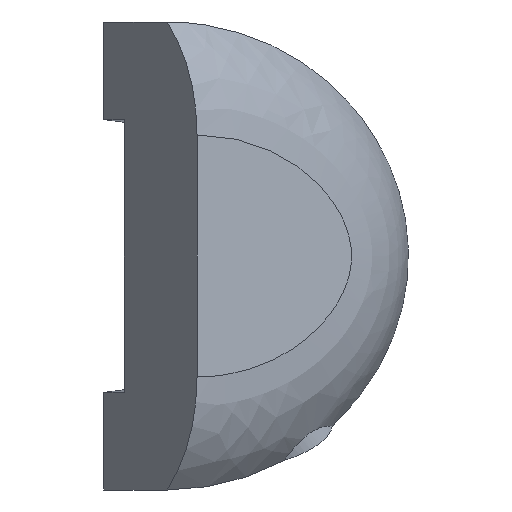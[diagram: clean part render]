
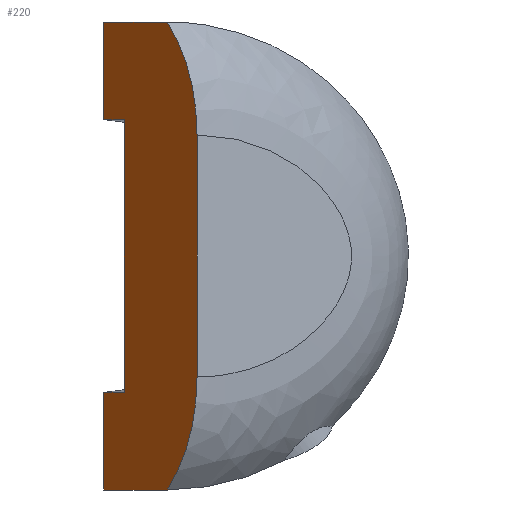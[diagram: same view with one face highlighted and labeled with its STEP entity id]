
A CAD part, left-side view. The second image highlights one B-rep face of the part: STEP entity #220.
In plain terms, the highlighted planar face has unit normal (-0.643, 0.766, 0).
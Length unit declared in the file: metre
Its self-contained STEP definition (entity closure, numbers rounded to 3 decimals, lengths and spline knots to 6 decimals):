
#31=CIRCLE('',#248,0.02);
#32=CIRCLE('',#249,0.02);
#41=ORIENTED_EDGE('',*,*,#99,.T.);
#42=ORIENTED_EDGE('',*,*,#100,.F.);
#43=ORIENTED_EDGE('',*,*,#101,.T.);
#44=ORIENTED_EDGE('',*,*,#102,.F.);
#45=ORIENTED_EDGE('',*,*,#103,.T.);
#46=ORIENTED_EDGE('',*,*,#104,.F.);
#47=ORIENTED_EDGE('',*,*,#105,.F.);
#48=ORIENTED_EDGE('',*,*,#106,.T.);
#49=ORIENTED_EDGE('',*,*,#107,.T.);
#50=ORIENTED_EDGE('',*,*,#108,.T.);
#99=EDGE_CURVE('',#128,#129,#151,.T.);
#100=EDGE_CURVE('',#130,#129,#152,.T.);
#101=EDGE_CURVE('',#130,#131,#153,.F.);
#102=EDGE_CURVE('',#132,#131,#154,.T.);
#103=EDGE_CURVE('',#132,#133,#155,.T.);
#104=EDGE_CURVE('',#134,#133,#156,.T.);
#105=EDGE_CURVE('',#135,#134,#157,.T.);
#106=EDGE_CURVE('',#135,#136,#31,.F.);
#107=EDGE_CURVE('',#136,#137,#158,.T.);
#108=EDGE_CURVE('',#137,#128,#32,.F.);
#128=VERTEX_POINT('',#329);
#129=VERTEX_POINT('',#330);
#130=VERTEX_POINT('',#332);
#131=VERTEX_POINT('',#334);
#132=VERTEX_POINT('',#336);
#133=VERTEX_POINT('',#338);
#134=VERTEX_POINT('',#340);
#135=VERTEX_POINT('',#342);
#136=VERTEX_POINT('',#344);
#137=VERTEX_POINT('',#346);
#151=LINE('',#328,#162);
#152=LINE('',#331,#163);
#153=LINE('',#333,#164);
#154=LINE('',#335,#165);
#155=LINE('',#337,#166);
#156=LINE('',#339,#167);
#157=LINE('',#341,#168);
#158=LINE('',#345,#169);
#162=VECTOR('',#273,1.);
#163=VECTOR('',#274,1.);
#164=VECTOR('',#275,1.);
#165=VECTOR('',#276,1.);
#166=VECTOR('',#277,1.);
#167=VECTOR('',#278,1.);
#168=VECTOR('',#279,1.);
#169=VECTOR('',#282,1.);
#173=EDGE_LOOP('',(#41,#42,#43,#44,#45,#46,#47,#48,#49,#50));
#193=FACE_BOUND('',#173,.T.);
#215=PLANE('',#247);
#220=ADVANCED_FACE('',(#193),#215,.T.);
#247=AXIS2_PLACEMENT_3D('',#327,#271,#272);
#248=AXIS2_PLACEMENT_3D('',#343,#280,#281);
#249=AXIS2_PLACEMENT_3D('',#347,#283,#284);
#271=DIRECTION('',(-0.643,0.766,0.));
#272=DIRECTION('',(-0.766,-0.643,0.));
#273=DIRECTION('',(0.766,0.643,0.));
#274=DIRECTION('',(0.,0.,1.));
#275=DIRECTION('',(0.766,0.643,0.));
#276=DIRECTION('',(0.,0.,1.));
#277=DIRECTION('',(0.766,0.643,0.));
#278=DIRECTION('',(0.,0.,1.));
#279=DIRECTION('',(0.766,0.643,0.));
#280=DIRECTION('',(0.643,-0.766,0.));
#281=DIRECTION('',(-0.766,-0.643,0.));
#282=DIRECTION('',(0.,0.,1.));
#283=DIRECTION('',(0.643,-0.766,0.));
#284=DIRECTION('',(-0.766,-0.643,0.));
#327=CARTESIAN_POINT('',(-0.09397,-0.034202,0.));
#328=CARTESIAN_POINT('',(-0.111589,-0.048986,0.029));
#329=CARTESIAN_POINT('',(-0.107209,-0.045311,0.029));
#330=CARTESIAN_POINT('',(-0.0978,-0.037416,0.029));
#331=CARTESIAN_POINT('',(-0.0978,-0.037416,0.));
#332=CARTESIAN_POINT('',(-0.0978,-0.037416,0.0169));
#333=CARTESIAN_POINT('',(-0.10163,-0.04063,0.0169));
#334=CARTESIAN_POINT('',(-0.100864,-0.039987,0.0169));
#335=CARTESIAN_POINT('',(-0.100864,-0.039987,0.));
#336=CARTESIAN_POINT('',(-0.100864,-0.039987,-0.0169));
#337=CARTESIAN_POINT('',(-0.10163,-0.04063,-0.0169));
#338=CARTESIAN_POINT('',(-0.0978,-0.037416,-0.0169));
#339=CARTESIAN_POINT('',(-0.0978,-0.037416,0.));
#340=CARTESIAN_POINT('',(-0.0978,-0.037416,-0.029));
#341=CARTESIAN_POINT('',(-0.111589,-0.048986,-0.029));
#342=CARTESIAN_POINT('',(-0.107209,-0.045311,-0.029));
#343=CARTESIAN_POINT('',(-0.096268,-0.036131,-0.015));
#344=CARTESIAN_POINT('',(-0.111589,-0.048986,-0.015));
#345=CARTESIAN_POINT('',(-0.111589,-0.048986,0.));
#346=CARTESIAN_POINT('',(-0.111589,-0.048986,0.015));
#347=CARTESIAN_POINT('',(-0.096268,-0.036131,0.015));
